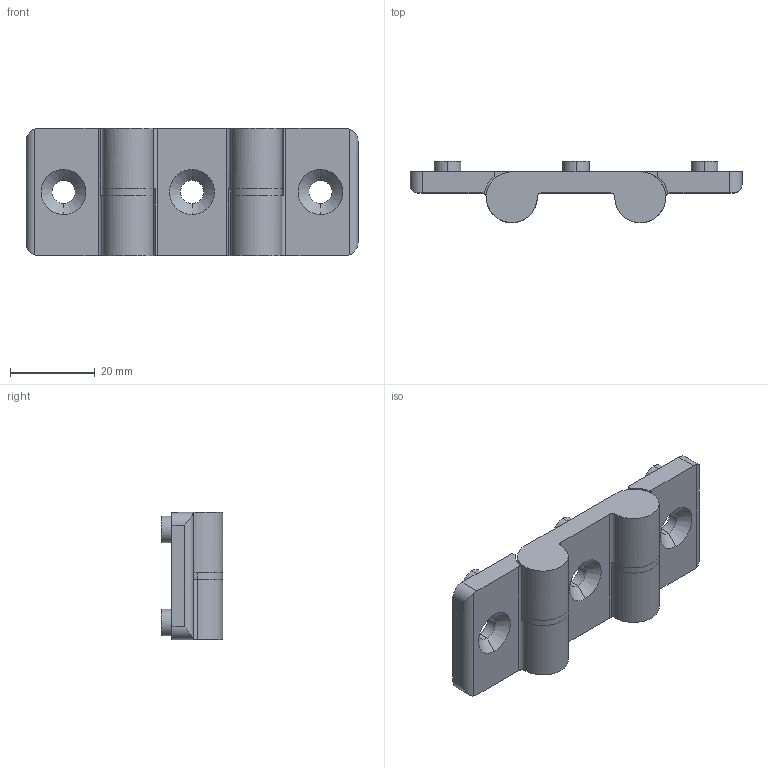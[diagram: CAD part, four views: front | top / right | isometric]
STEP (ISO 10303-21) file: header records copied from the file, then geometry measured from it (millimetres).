
FILE_DESCRIPTION (( 'STEP AP203' ), '1' );
FILE_NAME ('262600015_c_1.STEP', '2023-03-10T04:06:44', ( '' ), ( '' ), 'SwSTEP 2.0', 'SolidWorks 2014', '' );
FILE_SCHEMA (( 'CONFIG_CONTROL_DESIGN' ));
Length unit declared in the file: millimetre
Products named in the file (1): 262600015_c_1
Bounding box: 78.3 x 14.5 x 30 mm (x, y, z)
Volume: 15411 mm3; surface area: 7448.7 mm2
Topology: 1 solids, 1 shells, 76 faces, 215 edges, 147 vertices
Faces by surface type: cylinder 42, plane 28, cone 6
Entity records: 3772 total; most frequent: CARTESIAN_POINT 1890, ORIENTED_EDGE 430, DIRECTION 280, EDGE_CURVE 215, VERTEX_POINT 147, B_SPLINE_CURVE_WITH_KNOTS 106, AXIS2_PLACEMENT_3D 94, VECTOR 92
